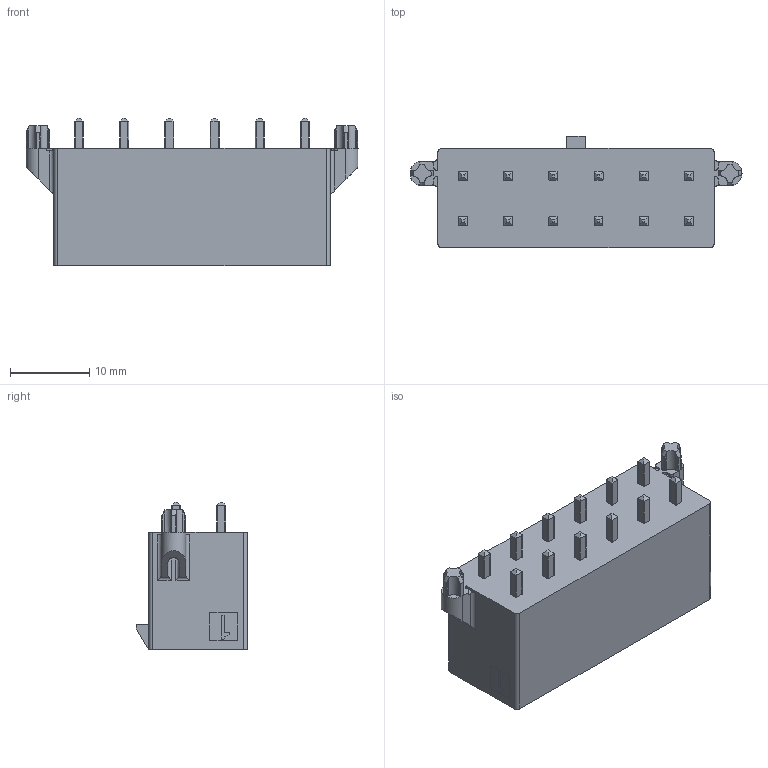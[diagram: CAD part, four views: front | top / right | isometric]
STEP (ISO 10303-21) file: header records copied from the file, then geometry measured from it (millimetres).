
FILE_DESCRIPTION((''),'2;1');
FILE_NAME('1720650012','2013-12-23T',('me'),(''),'PRO/ENGINEER BY PARAMETRIC TECHNOLOGY CORPORATION, 2011490','PRO/ENGINEER BY PARAMETRIC TECHNOLOGY CORPORATION, 2011490','');
FILE_SCHEMA(('CONFIG_CONTROL_DESIGN'));
Length unit declared in the file: millimetre
Products named in the file (1): 1720650012
Bounding box: 41.89 x 14.03 x 18.58 mm (x, y, z)
Volume: 3262.5 mm3; surface area: 5593.2 mm2
Topology: 1 solids, 1 shells, 649 faces, 1814 edges, 1208 vertices
Faces by surface type: plane 485, cylinder 156, cone 8
Entity records: 20848 total; most frequent: CARTESIAN_POINT 4408, ORIENTED_EDGE 3572, DIRECTION 3085, EDGE_CURVE 1786, VECTOR 1323, LINE 1323, VERTEX_POINT 1180, AXIS2_PLACEMENT_3D 881
